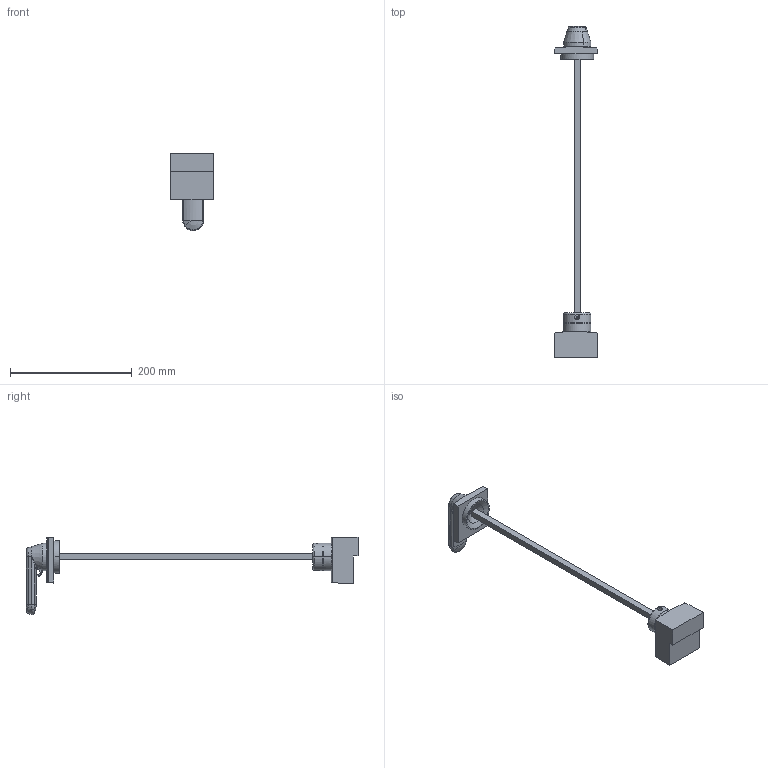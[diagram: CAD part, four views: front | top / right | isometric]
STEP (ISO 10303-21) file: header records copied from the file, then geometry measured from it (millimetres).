
FILE_DESCRIPTION(('CATIA V5 STEP Exchange'),'2;1');
FILE_NAME('1SDH001295R0439_1PA_001_00_XT3_3P_FIXED_RHE_MAX_TIPO_LARGO.stp','2014-11-11T15:28:29+00:00',('none'),('none'),'CATIA Version 5 Release 20 SP 1 (IN-10)','CATIA V5 STEP AP214','none');
FILE_SCHEMA(('AUTOMOTIVE_DESIGN { 1 0 10303 214 1 1 1 1 }'));
Length unit declared in the file: millimetre
Products named in the file (1): 1SDH001295R0439_1PA_001_00_XT3_3P_FIXED_RHE_MAX_TIPO_LARGO
Bounding box: 71 x 546.5 x 127.45 mm (x, y, z)
Volume: 434840.4 mm3; surface area: 75036.3 mm2
Topology: 2 solids, 2 shells, 112 faces, 266 edges, 162 vertices
Faces by surface type: plane 42, cylinder 39, torus 10, cone 10, sphere 6, bspline 5
Entity records: 4180 total; most frequent: CARTESIAN_POINT 1204, ORIENTED_EDGE 514, DIRECTION 341, EDGE_CURVE 257, VERTEX_POINT 162, AXIS2_PLACEMENT_3D 154, EDGE_LOOP 127, VECTOR 114
